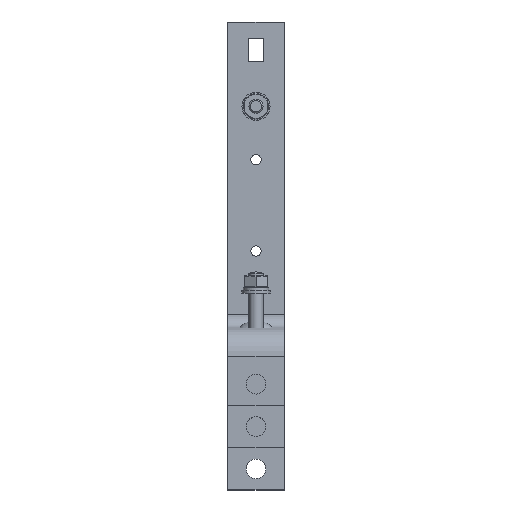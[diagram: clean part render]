
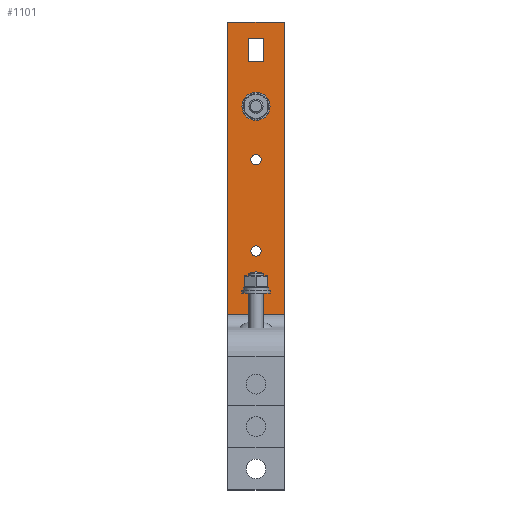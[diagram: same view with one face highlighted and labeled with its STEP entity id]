
A CAD part, top view. The second image highlights one B-rep face of the part: STEP entity #1101.
In plain terms, the highlighted planar face has unit normal (0, 0, 1).
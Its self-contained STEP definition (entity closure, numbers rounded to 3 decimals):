
#1101=ADVANCED_FACE('',(#2016,#2017,#2018,#2019,#2020),#2021,.F.);
#2016=FACE_OUTER_BOUND('',#2863,.T.);
#2017=FACE_BOUND('',#2864,.T.);
#2018=FACE_BOUND('',#2865,.T.);
#2019=FACE_BOUND('',#2866,.T.);
#2020=FACE_BOUND('',#2867,.T.);
#2021=PLANE('',#2868);
#2863=EDGE_LOOP('',(#4951,#4952,#4953,#4954));
#2864=EDGE_LOOP('',(#4955,#4956));
#2865=EDGE_LOOP('',(#4957,#4958));
#2866=EDGE_LOOP('',(#4959,#4960,#4961,#4962));
#2867=EDGE_LOOP('',(#4963,#4964,#4965,#4966));
#2868=AXIS2_PLACEMENT_3D('',#4967,#4968,#4969);
#4951=ORIENTED_EDGE('',*,*,#5946,.T.);
#4952=ORIENTED_EDGE('',*,*,#5947,.F.);
#4953=ORIENTED_EDGE('',*,*,#5879,.F.);
#4954=ORIENTED_EDGE('',*,*,#5944,.T.);
#4955=ORIENTED_EDGE('',*,*,#5861,.F.);
#4956=ORIENTED_EDGE('',*,*,#5866,.F.);
#4957=ORIENTED_EDGE('',*,*,#5856,.F.);
#4958=ORIENTED_EDGE('',*,*,#5869,.F.);
#4959=ORIENTED_EDGE('',*,*,#5948,.F.);
#4960=ORIENTED_EDGE('',*,*,#5949,.F.);
#4961=ORIENTED_EDGE('',*,*,#5950,.F.);
#4962=ORIENTED_EDGE('',*,*,#5951,.F.);
#4963=ORIENTED_EDGE('',*,*,#5952,.F.);
#4964=ORIENTED_EDGE('',*,*,#5953,.F.);
#4965=ORIENTED_EDGE('',*,*,#5954,.F.);
#4966=ORIENTED_EDGE('',*,*,#5955,.F.);
#4967=CARTESIAN_POINT('',(40.0,333.0,25.38));
#4968=DIRECTION('',(0.,0.,-1.0));
#4969=DIRECTION('',(0.,-1.0,0.));
#5856=EDGE_CURVE('',#7012,#7015,#7016,.T.);
#5861=EDGE_CURVE('',#7021,#7024,#7025,.T.);
#5866=EDGE_CURVE('',#7024,#7021,#7031,.T.);
#5869=EDGE_CURVE('',#7015,#7012,#7034,.T.);
#5879=EDGE_CURVE('',#7048,#7039,#7049,.T.);
#5944=EDGE_CURVE('',#7048,#7147,#7149,.T.);
#5946=EDGE_CURVE('',#7147,#7057,#7151,.T.);
#5947=EDGE_CURVE('',#7039,#7057,#7152,.T.);
#5948=EDGE_CURVE('',#7153,#7154,#7155,.T.);
#5949=EDGE_CURVE('',#7156,#7153,#7157,.T.);
#5950=EDGE_CURVE('',#7158,#7156,#7159,.T.);
#5951=EDGE_CURVE('',#7154,#7158,#7160,.T.);
#5952=EDGE_CURVE('',#7161,#7162,#7163,.T.);
#5953=EDGE_CURVE('',#7164,#7161,#7165,.T.);
#5954=EDGE_CURVE('',#7166,#7164,#7167,.T.);
#5955=EDGE_CURVE('',#7162,#7166,#7168,.T.);
#7012=VERTEX_POINT('',#8915);
#7015=VERTEX_POINT('',#8919);
#7016=CIRCLE('',#8920,3.7);
#7021=VERTEX_POINT('',#8926);
#7024=VERTEX_POINT('',#8930);
#7025=CIRCLE('',#8931,3.7);
#7031=CIRCLE('',#8938,3.7);
#7034=CIRCLE('',#8941,3.7);
#7039=VERTEX_POINT('',#8946);
#7048=VERTEX_POINT('',#8957);
#7049=LINE('',#8958,#8959);
#7057=VERTEX_POINT('',#8970);
#7147=VERTEX_POINT('',#9100);
#7149=LINE('',#9103,#9104);
#7151=LINE('',#9106,#9107);
#7152=LINE('',#9108,#9109);
#7153=VERTEX_POINT('',#9110);
#7154=VERTEX_POINT('',#9111);
#7155=LINE('',#9112,#9113);
#7156=VERTEX_POINT('',#9114);
#7157=LINE('',#9115,#9116);
#7158=VERTEX_POINT('',#9117);
#7159=LINE('',#9118,#9119);
#7160=LINE('',#9120,#9121);
#7161=VERTEX_POINT('',#9122);
#7162=VERTEX_POINT('',#9123);
#7163=LINE('',#9124,#9125);
#7164=VERTEX_POINT('',#9126);
#7165=LINE('',#9127,#9128);
#7166=VERTEX_POINT('',#9129);
#7167=LINE('',#9130,#9131);
#7168=LINE('',#9132,#9133);
#8915=CARTESIAN_POINT('',(16.3,170.0,25.38));
#8919=CARTESIAN_POINT('',(23.7,170.0,25.38));
#8920=AXIS2_PLACEMENT_3D('',#9977,#9978,#9979);
#8926=CARTESIAN_POINT('',(16.3,235.0,25.38));
#8930=CARTESIAN_POINT('',(23.7,235.0,25.38));
#8931=AXIS2_PLACEMENT_3D('',#9985,#9986,#9987);
#8938=AXIS2_PLACEMENT_3D('',#9995,#9996,#9997);
#8941=AXIS2_PLACEMENT_3D('',#10001,#10002,#10003);
#8946=CARTESIAN_POINT('',(40.0,125.0,25.38));
#8957=CARTESIAN_POINT('',(40.0,333.0,25.38));
#8958=CARTESIAN_POINT('',(40.0,333.0,25.38));
#8959=VECTOR('',#10018,1000.0);
#8970=CARTESIAN_POINT('',(0.,125.0,25.38));
#9100=CARTESIAN_POINT('',(0.0,333.0,25.38));
#9103=CARTESIAN_POINT('',(40.0,333.0,25.38));
#9104=VECTOR('',#10081,1000.0);
#9106=CARTESIAN_POINT('',(0.0,333.0,25.38));
#9107=VECTOR('',#10082,1000.0);
#9108=CARTESIAN_POINT('',(40.0,125.0,25.38));
#9109=VECTOR('',#10083,1000.0);
#9110=CARTESIAN_POINT('',(14.5,281.0,25.38));
#9111=CARTESIAN_POINT('',(14.5,265.0,25.38));
#9112=CARTESIAN_POINT('',(14.5,265.0,25.38));
#9113=VECTOR('',#10084,1000.0);
#9114=CARTESIAN_POINT('',(25.5,281.0,25.38));
#9115=CARTESIAN_POINT('',(25.5,281.0,25.38));
#9116=VECTOR('',#10085,1000.0);
#9117=CARTESIAN_POINT('',(25.5,265.0,25.38));
#9118=CARTESIAN_POINT('',(25.5,265.0,25.38));
#9119=VECTOR('',#10086,1000.0);
#9120=CARTESIAN_POINT('',(25.5,265.0,25.38));
#9121=VECTOR('',#10087,1000.0);
#9122=CARTESIAN_POINT('',(25.5,305.0,25.38));
#9123=CARTESIAN_POINT('',(25.5,321.0,25.38));
#9124=CARTESIAN_POINT('',(25.5,321.0,25.38));
#9125=VECTOR('',#10088,1000.0);
#9126=CARTESIAN_POINT('',(14.5,305.0,25.38));
#9127=CARTESIAN_POINT('',(25.5,305.0,25.38));
#9128=VECTOR('',#10089,1000.0);
#9129=CARTESIAN_POINT('',(14.5,321.0,25.38));
#9130=CARTESIAN_POINT('',(14.5,321.0,25.38));
#9131=VECTOR('',#10090,1000.0);
#9132=CARTESIAN_POINT('',(25.5,321.0,25.38));
#9133=VECTOR('',#10091,1000.0);
#9977=CARTESIAN_POINT('',(20.0,170.0,25.38));
#9978=DIRECTION('',(0.,0.,1.0));
#9979=DIRECTION('',(-1.0,0.,0.));
#9985=CARTESIAN_POINT('',(20.0,235.0,25.38));
#9986=DIRECTION('',(0.,0.,1.0));
#9987=DIRECTION('',(-1.0,0.,0.));
#9995=CARTESIAN_POINT('',(20.0,235.0,25.38));
#9996=DIRECTION('',(0.,0.,1.0));
#9997=DIRECTION('',(-1.0,0.,0.));
#10001=CARTESIAN_POINT('',(20.0,170.0,25.38));
#10002=DIRECTION('',(0.,0.,1.0));
#10003=DIRECTION('',(-1.0,0.,0.));
#10018=DIRECTION('',(0.,-1.0,0.));
#10081=DIRECTION('',(-1.0,0.,0.));
#10082=DIRECTION('',(0.,-1.0,0.));
#10083=DIRECTION('',(-1.0,0.,0.));
#10084=DIRECTION('',(0.,-1.0,0.));
#10085=DIRECTION('',(-1.0,0.,0.));
#10086=DIRECTION('',(0.,1.0,0.));
#10087=DIRECTION('',(1.0,0.,0.));
#10088=DIRECTION('',(0.,1.0,0.));
#10089=DIRECTION('',(1.0,0.,0.));
#10090=DIRECTION('',(0.,-1.0,0.));
#10091=DIRECTION('',(-1.0,0.,0.));
